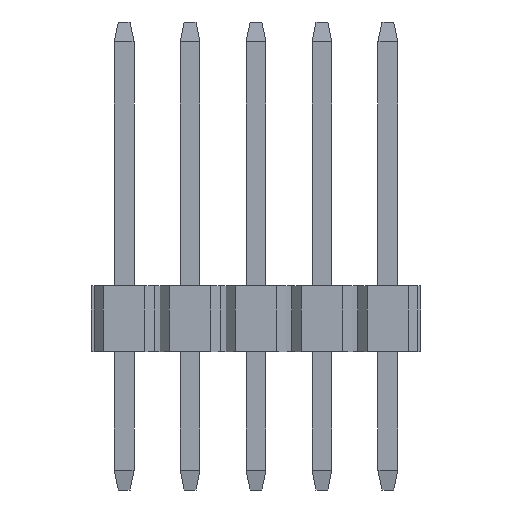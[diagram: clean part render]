
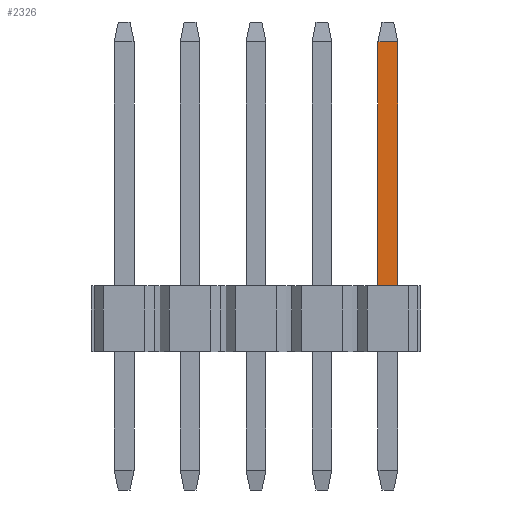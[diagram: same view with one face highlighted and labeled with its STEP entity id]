
A CAD part, front view. The second image highlights one B-rep face of the part: STEP entity #2326.
In plain terms, the highlighted planar face has unit normal (0, -1, 0).
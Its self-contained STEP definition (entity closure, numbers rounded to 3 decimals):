
#40=FACE_OUTER_BOUND('',#176,.T.);
#176=EDGE_LOOP('',(#1571,#1572,#1573,#1574));
#319=LINE('',#3241,#651);
#335=LINE('',#3272,#667);
#344=LINE('',#3289,#676);
#345=LINE('',#3291,#677);
#651=VECTOR('',#2628,10.);
#667=VECTOR('',#2658,10.);
#676=VECTOR('',#2675,10.);
#677=VECTOR('',#2678,10.);
#981=VERTEX_POINT('',#3238);
#982=VERTEX_POINT('',#3240);
#989=VERTEX_POINT('',#3268);
#990=VERTEX_POINT('',#3270);
#1191=EDGE_CURVE('',#981,#982,#319,.T.);
#1207=EDGE_CURVE('',#989,#990,#335,.T.);
#1216=EDGE_CURVE('',#982,#990,#344,.T.);
#1217=EDGE_CURVE('',#989,#981,#345,.T.);
#1571=ORIENTED_EDGE('',*,*,#1217,.F.);
#1572=ORIENTED_EDGE('',*,*,#1207,.T.);
#1573=ORIENTED_EDGE('',*,*,#1216,.F.);
#1574=ORIENTED_EDGE('',*,*,#1191,.F.);
#2190=PLANE('',#2485);
#2326=ADVANCED_FACE('',(#40),#2190,.T.);
#2485=AXIS2_PLACEMENT_3D('',#3290,#2676,#2677);
#2628=DIRECTION('',(0.,0.,1.));
#2658=DIRECTION('',(0.,0.,1.));
#2675=DIRECTION('',(1.,0.,0.));
#2676=DIRECTION('center_axis',(0.,-1.,0.));
#2677=DIRECTION('ref_axis',(1.,0.,0.));
#2678=DIRECTION('',(-1.,0.,0.));
#3238=CARTESIAN_POINT('',(-25.192,7.166,0.5));
#3240=CARTESIAN_POINT('',(-25.192,7.166,4.2));
#3241=CARTESIAN_POINT('',(-25.192,7.166,-5.5));
#3268=CARTESIAN_POINT('',(-24.892,7.166,0.5));
#3270=CARTESIAN_POINT('',(-24.892,7.166,4.2));
#3272=CARTESIAN_POINT('',(-24.892,7.166,-2.6));
#3289=CARTESIAN_POINT('',(-25.117,7.166,4.2));
#3290=CARTESIAN_POINT('Origin',(-25.192,7.166,-2.6));
#3291=CARTESIAN_POINT('',(-24.892,7.166,0.5));
